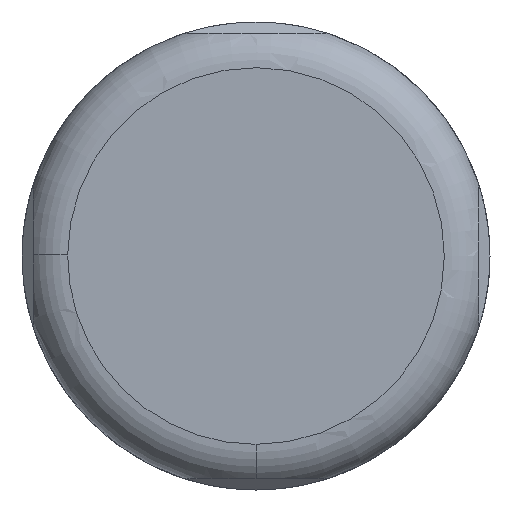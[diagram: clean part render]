
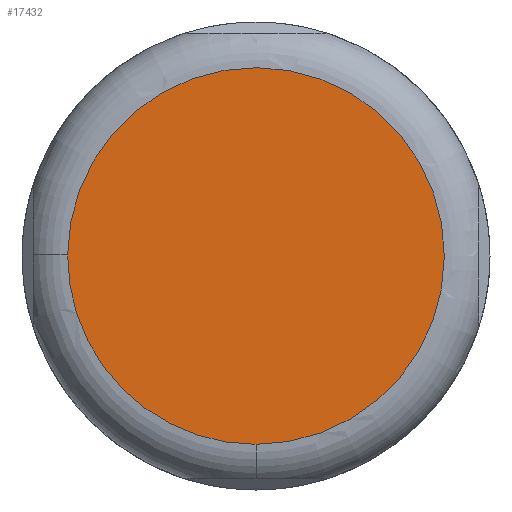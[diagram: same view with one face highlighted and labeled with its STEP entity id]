
A CAD part, front view. The second image highlights one B-rep face of the part: STEP entity #17432.
In plain terms, the highlighted planar face has unit normal (0, -1, 0).
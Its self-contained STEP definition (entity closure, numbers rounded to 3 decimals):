
#3133=CARTESIAN_POINT('',(0.,-38.55,0.));
#3134=DIRECTION('',(0.,-1.,0.));
#3135=DIRECTION('',(0.,0.,-1.));
#3136=AXIS2_PLACEMENT_3D('',#3133,#3134,#3135);
#3217=CARTESIAN_POINT('',(0.,-38.55,0.));
#3218=DIRECTION('',(0.,-1.,0.));
#3219=DIRECTION('',(-1.,0.,0.005));
#3220=AXIS2_PLACEMENT_3D('',#3217,#3218,#3219);
#12666=CARTESIAN_POINT('',(0.,-38.55,-8.25));
#12667=VERTEX_POINT('',#12666);
#12668=CARTESIAN_POINT('',(-8.25,-38.55,
0.044));
#12669=VERTEX_POINT('',#12668);
#17422=CARTESIAN_POINT('',(0.,-38.55,0.));
#17423=DIRECTION('',(0.,-1.,0.));
#17424=DIRECTION('',(1.,0.,0.));
#17425=AXIS2_PLACEMENT_3D('',#17422,#17423,#17424);
#17426=PLANE('',#17425);
#17427=ORIENTED_EDGE('',*,*,#17401,.F.);
#17429=ORIENTED_EDGE('',*,*,#17428,.F.);
#17430=EDGE_LOOP('',(#17427,#17429));
#17431=FACE_OUTER_BOUND('',#17430,.F.);
#17432=ADVANCED_FACE('',(#17431),#17426,.T.);
#3137=CIRCLE('',#3136,8.25);
#3221=CIRCLE('',#3220,8.25);
#17401=EDGE_CURVE('',#12667,#12669,#3137,.T.);
#17428=EDGE_CURVE('',#12669,#12667,#3221,.T.);
